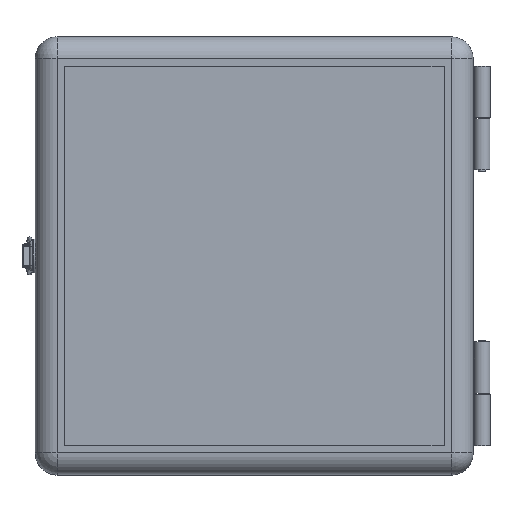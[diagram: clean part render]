
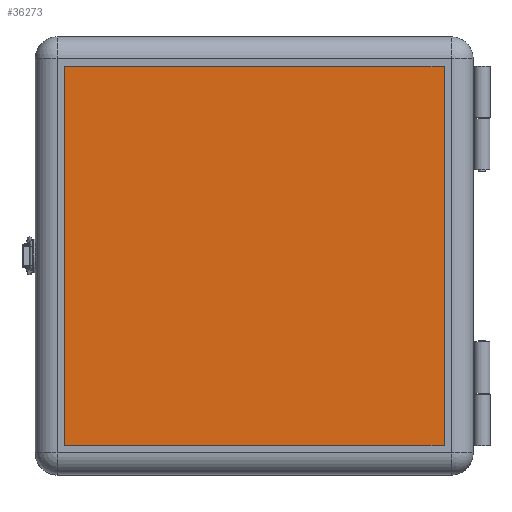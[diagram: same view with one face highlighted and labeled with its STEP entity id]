
A CAD part, top view. The second image highlights one B-rep face of the part: STEP entity #36273.
In plain terms, the highlighted face is planar.
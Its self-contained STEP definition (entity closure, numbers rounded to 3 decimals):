
#415 = AXIS2_PLACEMENT_3D ( 'NONE', #2235, #2248, #2249 ) ;
#2235 = CARTESIAN_POINT ( 'NONE',  ( -133.5, -133.5, 0. ) ) ;
#2243 = FACE_OUTER_BOUND ( 'NONE', #40669, .T. ) ;
#2247 = PLANE ( 'NONE',  #415 ) ;
#2248 = DIRECTION ( 'NONE',  ( 0., 0., 1. ) ) ;
#2249 = DIRECTION ( 'NONE',  ( 1., 0., 0. ) ) ;
#17796 = VECTOR ( 'NONE', #18319, 1000. ) ;
#17805 = VECTOR ( 'NONE', #18331, 1000. ) ;
#17809 = VECTOR ( 'NONE', #18339, 1000. ) ;
#17811 = VECTOR ( 'NONE', #18345, 1000. ) ;
#18308 = LINE ( 'NONE', #18317, #17796 ) ;
#18317 = CARTESIAN_POINT ( 'NONE',  ( -133.5, 130., 0. ) ) ;
#18318 = LINE ( 'NONE', #18329, #17805 ) ;
#18319 = DIRECTION ( 'NONE',  ( -1., 0., 0. ) ) ;
#18329 = CARTESIAN_POINT ( 'NONE',  ( -133.5, -130., 0. ) ) ;
#18331 = DIRECTION ( 'NONE',  ( 1., 0., 0. ) ) ;
#18337 = LINE ( 'NONE', #18338, #17809 ) ;
#18338 = CARTESIAN_POINT ( 'NONE',  ( -130., -133.5, 0. ) ) ;
#18339 = DIRECTION ( 'NONE',  ( 0., -1., 0. ) ) ;
#18343 = LINE ( 'NONE', #18344, #17811 ) ;
#18344 = CARTESIAN_POINT ( 'NONE',  ( 130., -133.5, 0. ) ) ;
#18345 = DIRECTION ( 'NONE',  ( 0., 1., 0. ) ) ;
#29185 = ORIENTED_EDGE ( 'NONE', *, *, #42566, .F. ) ;
#29186 = ORIENTED_EDGE ( 'NONE', *, *, #42559, .F. ) ;
#29187 = ORIENTED_EDGE ( 'NONE', *, *, #42568, .F. ) ;
#29188 = ORIENTED_EDGE ( 'NONE', *, *, #42563, .F. ) ;
#31557 = VERTEX_POINT ( 'NONE', #49839 ) ;
#31603 = VERTEX_POINT ( 'NONE', #49885 ) ;
#31632 = VERTEX_POINT ( 'NONE', #49914 ) ;
#31633 = VERTEX_POINT ( 'NONE', #49915 ) ;
#36273 = ADVANCED_FACE ( 'NONE', ( #2243 ), #2247, .F. ) ;
#40669 = EDGE_LOOP ( 'NONE', ( #29185, #29186, #29187, #29188 ) ) ;
#42559 = EDGE_CURVE ( 'NONE', #31633, #31603, #18308, .T. ) ;
#42563 = EDGE_CURVE ( 'NONE', #31632, #31557, #18318, .T. ) ;
#42566 = EDGE_CURVE ( 'NONE', #31603, #31632, #18337, .T. ) ;
#42568 = EDGE_CURVE ( 'NONE', #31557, #31633, #18343, .T. ) ;
#49839 = CARTESIAN_POINT ( 'NONE',  ( 130., -130., 0. ) ) ;
#49885 = CARTESIAN_POINT ( 'NONE',  ( -130., 130., 0. ) ) ;
#49914 = CARTESIAN_POINT ( 'NONE',  ( -130., -130., 0. ) ) ;
#49915 = CARTESIAN_POINT ( 'NONE',  ( 130., 130., 0. ) ) ;
